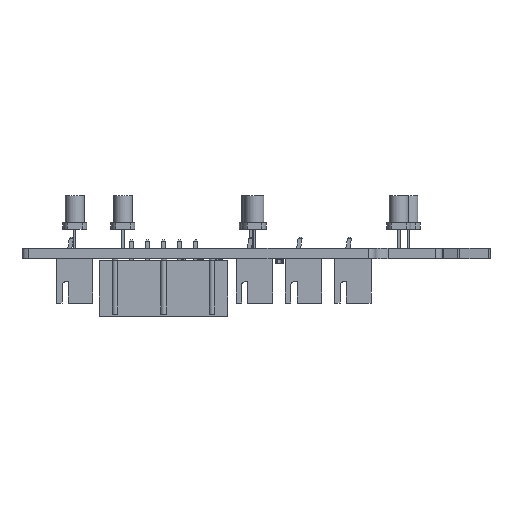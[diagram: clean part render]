
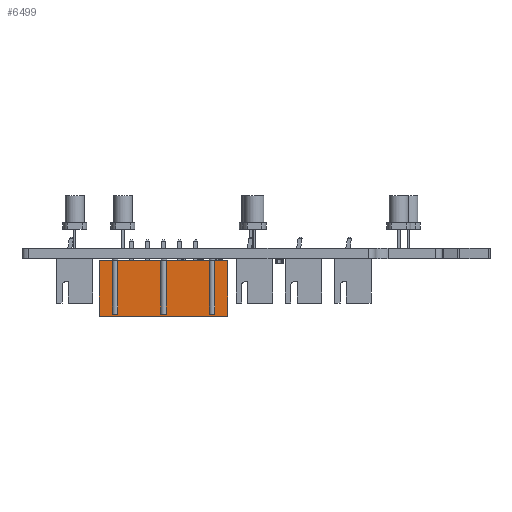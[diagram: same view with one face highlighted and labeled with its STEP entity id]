
A CAD part, left-side view. The second image highlights one B-rep face of the part: STEP entity #6499.
In plain terms, the highlighted face is planar.
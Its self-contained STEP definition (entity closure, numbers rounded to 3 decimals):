
#5661 = EDGE_CURVE('',#5662,#5664,#5666,.T.);
#5662 = VERTEX_POINT('',#5663);
#5663 = CARTESIAN_POINT('',(5.695,5.1,0.25));
#5664 = VERTEX_POINT('',#5665);
#5665 = CARTESIAN_POINT('',(5.695,5.1,9.1));
#5666 = LINE('',#5667,#5668);
#5667 = CARTESIAN_POINT('',(5.695,5.1,0.25));
#5668 = VECTOR('',#5669,1.);
#5669 = DIRECTION('',(0.,0.,1.));
#5726 = VERTEX_POINT('',#5727);
#5727 = CARTESIAN_POINT('',(5.695,-15.26,9.1));
#5733 = EDGE_CURVE('',#5726,#5664,#5734,.T.);
#5734 = LINE('',#5735,#5736);
#5735 = CARTESIAN_POINT('',(5.695,-15.26,9.1));
#5736 = VECTOR('',#5737,1.);
#5737 = DIRECTION('',(0.,1.,0.));
#5934 = VERTEX_POINT('',#5935);
#5935 = CARTESIAN_POINT('',(5.695,-15.26,0.25));
#5941 = EDGE_CURVE('',#5934,#5726,#5942,.T.);
#5942 = LINE('',#5943,#5944);
#5943 = CARTESIAN_POINT('',(5.695,-15.26,0.25));
#5944 = VECTOR('',#5945,1.);
#5945 = DIRECTION('',(0.,0.,1.));
#5981 = EDGE_CURVE('',#5982,#5662,#5984,.T.);
#5982 = VERTEX_POINT('',#5983);
#5983 = CARTESIAN_POINT('',(5.695,3.033,0.25));
#5984 = LINE('',#5985,#5986);
#5985 = CARTESIAN_POINT('',(5.695,-15.26,0.25));
#5986 = VECTOR('',#5987,1.);
#5987 = DIRECTION('',(0.,1.,0.));
#5999 = VERTEX_POINT('',#6000);
#6000 = CARTESIAN_POINT('',(5.695,2.167,0.25));
#6007 = EDGE_CURVE('',#6008,#5999,#6010,.T.);
#6008 = VERTEX_POINT('',#6009);
#6009 = CARTESIAN_POINT('',(5.695,-4.647,0.25));
#6010 = LINE('',#6011,#6012);
#6011 = CARTESIAN_POINT('',(5.695,-15.26,0.25));
#6012 = VECTOR('',#6013,1.);
#6013 = DIRECTION('',(0.,1.,0.));
#6025 = VERTEX_POINT('',#6026);
#6026 = CARTESIAN_POINT('',(5.695,-5.513,0.25));
#6033 = EDGE_CURVE('',#6034,#6025,#6036,.T.);
#6034 = VERTEX_POINT('',#6035);
#6035 = CARTESIAN_POINT('',(5.695,-12.327,0.25));
#6036 = LINE('',#6037,#6038);
#6037 = CARTESIAN_POINT('',(5.695,-15.26,0.25));
#6038 = VECTOR('',#6039,1.);
#6039 = DIRECTION('',(0.,1.,0.));
#6051 = VERTEX_POINT('',#6052);
#6052 = CARTESIAN_POINT('',(5.695,-13.193,0.25));
#6059 = EDGE_CURVE('',#5934,#6051,#6060,.T.);
#6060 = LINE('',#6061,#6062);
#6061 = CARTESIAN_POINT('',(5.695,-15.26,0.25));
#6062 = VECTOR('',#6063,1.);
#6063 = DIRECTION('',(0.,1.,0.));
#6499 = ADVANCED_FACE('',(#6500),#6575,.T.);
#6500 = FACE_BOUND('',#6501,.T.);
#6501 = EDGE_LOOP('',(#6502,#6503,#6504,#6512,#6520,#6526,#6527,#6535,
    #6543,#6549,#6550,#6558,#6566,#6572,#6573,#6574));
#6502 = ORIENTED_EDGE('',*,*,#5941,.F.);
#6503 = ORIENTED_EDGE('',*,*,#6059,.T.);
#6504 = ORIENTED_EDGE('',*,*,#6505,.F.);
#6505 = EDGE_CURVE('',#6506,#6051,#6508,.T.);
#6506 = VERTEX_POINT('',#6507);
#6507 = CARTESIAN_POINT('',(5.695,-13.193,8.75));
#6508 = LINE('',#6509,#6510);
#6509 = CARTESIAN_POINT('',(5.695,-13.193,0.25));
#6510 = VECTOR('',#6511,1.);
#6511 = DIRECTION('',(-0.,-0.,-1.));
#6512 = ORIENTED_EDGE('',*,*,#6513,.F.);
#6513 = EDGE_CURVE('',#6514,#6506,#6516,.T.);
#6514 = VERTEX_POINT('',#6515);
#6515 = CARTESIAN_POINT('',(5.695,-12.327,8.75));
#6516 = LINE('',#6517,#6518);
#6517 = CARTESIAN_POINT('',(5.695,-8.92,8.75));
#6518 = VECTOR('',#6519,1.);
#6519 = DIRECTION('',(0.,-1.,0.));
#6520 = ORIENTED_EDGE('',*,*,#6521,.T.);
#6521 = EDGE_CURVE('',#6514,#6034,#6522,.T.);
#6522 = LINE('',#6523,#6524);
#6523 = CARTESIAN_POINT('',(5.695,-12.327,0.25));
#6524 = VECTOR('',#6525,1.);
#6525 = DIRECTION('',(-0.,-0.,-1.));
#6526 = ORIENTED_EDGE('',*,*,#6033,.T.);
#6527 = ORIENTED_EDGE('',*,*,#6528,.F.);
#6528 = EDGE_CURVE('',#6529,#6025,#6531,.T.);
#6529 = VERTEX_POINT('',#6530);
#6530 = CARTESIAN_POINT('',(5.695,-5.513,8.75));
#6531 = LINE('',#6532,#6533);
#6532 = CARTESIAN_POINT('',(5.695,-5.513,0.25));
#6533 = VECTOR('',#6534,1.);
#6534 = DIRECTION('',(-0.,-0.,-1.));
#6535 = ORIENTED_EDGE('',*,*,#6536,.F.);
#6536 = EDGE_CURVE('',#6537,#6529,#6539,.T.);
#6537 = VERTEX_POINT('',#6538);
#6538 = CARTESIAN_POINT('',(5.695,-4.647,8.75));
#6539 = LINE('',#6540,#6541);
#6540 = CARTESIAN_POINT('',(5.695,-5.08,8.75));
#6541 = VECTOR('',#6542,1.);
#6542 = DIRECTION('',(0.,-1.,0.));
#6543 = ORIENTED_EDGE('',*,*,#6544,.T.);
#6544 = EDGE_CURVE('',#6537,#6008,#6545,.T.);
#6545 = LINE('',#6546,#6547);
#6546 = CARTESIAN_POINT('',(5.695,-4.647,0.25));
#6547 = VECTOR('',#6548,1.);
#6548 = DIRECTION('',(-0.,-0.,-1.));
#6549 = ORIENTED_EDGE('',*,*,#6007,.T.);
#6550 = ORIENTED_EDGE('',*,*,#6551,.F.);
#6551 = EDGE_CURVE('',#6552,#5999,#6554,.T.);
#6552 = VERTEX_POINT('',#6553);
#6553 = CARTESIAN_POINT('',(5.695,2.167,8.75));
#6554 = LINE('',#6555,#6556);
#6555 = CARTESIAN_POINT('',(5.695,2.167,0.25));
#6556 = VECTOR('',#6557,1.);
#6557 = DIRECTION('',(-0.,-0.,-1.));
#6558 = ORIENTED_EDGE('',*,*,#6559,.F.);
#6559 = EDGE_CURVE('',#6560,#6552,#6562,.T.);
#6560 = VERTEX_POINT('',#6561);
#6561 = CARTESIAN_POINT('',(5.695,3.033,8.75));
#6562 = LINE('',#6563,#6564);
#6563 = CARTESIAN_POINT('',(5.695,-1.24,8.75));
#6564 = VECTOR('',#6565,1.);
#6565 = DIRECTION('',(0.,-1.,0.));
#6566 = ORIENTED_EDGE('',*,*,#6567,.T.);
#6567 = EDGE_CURVE('',#6560,#5982,#6568,.T.);
#6568 = LINE('',#6569,#6570);
#6569 = CARTESIAN_POINT('',(5.695,3.033,0.25));
#6570 = VECTOR('',#6571,1.);
#6571 = DIRECTION('',(-0.,-0.,-1.));
#6572 = ORIENTED_EDGE('',*,*,#5981,.T.);
#6573 = ORIENTED_EDGE('',*,*,#5661,.T.);
#6574 = ORIENTED_EDGE('',*,*,#5733,.F.);
#6575 = PLANE('',#6576);
#6576 = AXIS2_PLACEMENT_3D('',#6577,#6578,#6579);
#6577 = CARTESIAN_POINT('',(5.695,-5.08,4.675));
#6578 = DIRECTION('',(1.,0.,0.));
#6579 = DIRECTION('',(0.,0.,1.));
